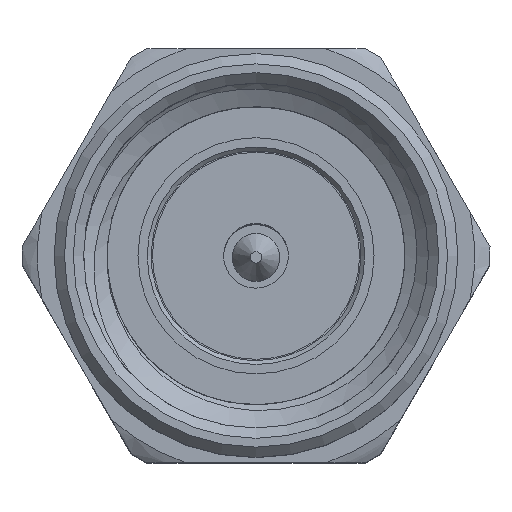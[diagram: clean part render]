
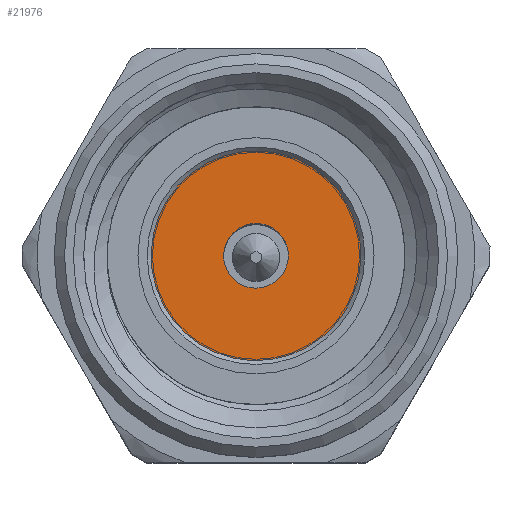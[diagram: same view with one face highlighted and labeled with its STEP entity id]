
A CAD part, top view. The second image highlights one B-rep face of the part: STEP entity #21976.
In plain terms, the highlighted face is planar.
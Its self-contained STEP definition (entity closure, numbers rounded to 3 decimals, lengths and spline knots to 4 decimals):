
#2931=PLANE('',#22754);
#11117=ORIENTED_EDGE('',*,*,#14526,.F.);
#11118=ORIENTED_EDGE('',*,*,#14527,.T.);
#14526=EDGE_CURVE('',#16274,#16274,#16533,.T.);
#14527=EDGE_CURVE('',#16275,#16275,#16534,.T.);
#16274=VERTEX_POINT('',#62735);
#16275=VERTEX_POINT('',#62738);
#16533=CIRCLE('',#22750,0.625);
#16534=CIRCLE('',#22752,2.025);
#18212=EDGE_LOOP('',(#11117));
#18213=EDGE_LOOP('',(#11118));
#19940=FACE_BOUND('',#18212,.T.);
#19941=FACE_BOUND('',#18213,.T.);
#21976=ADVANCED_FACE('',(#19940,#19941),#2931,.T.);
#22750=AXIS2_PLACEMENT_3D('',#62734,#24319,#24320);
#22752=AXIS2_PLACEMENT_3D('',#62737,#24323,#24324);
#22754=AXIS2_PLACEMENT_3D('',#62741,#24327,#24328);
#24319=DIRECTION('',(0.,1.,0.));
#24320=DIRECTION('',(1.,0.,0.));
#24323=DIRECTION('',(0.,1.,0.));
#24324=DIRECTION('',(1.,0.,0.));
#24327=DIRECTION('',(0.,1.,0.));
#24328=DIRECTION('',(0.,0.,1.));
#62734=CARTESIAN_POINT('',(0.,6.55,0.));
#62735=CARTESIAN_POINT('',(0.625,6.55,0.));
#62737=CARTESIAN_POINT('',(0.,6.55,0.));
#62738=CARTESIAN_POINT('',(2.025,6.55,0.));
#62741=CARTESIAN_POINT('',(0.,6.55,0.));
